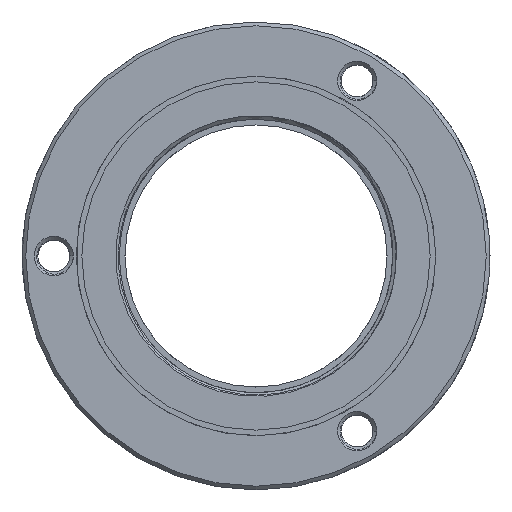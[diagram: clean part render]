
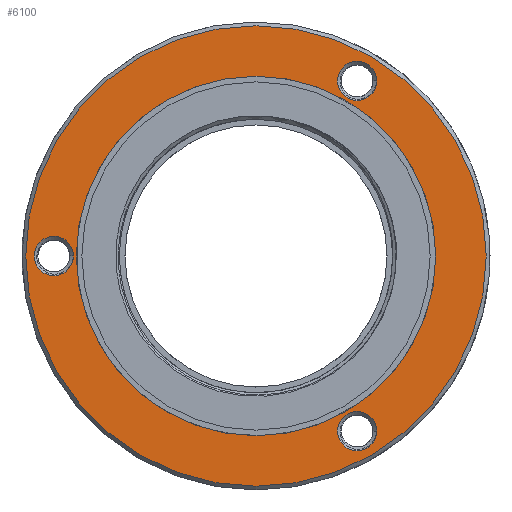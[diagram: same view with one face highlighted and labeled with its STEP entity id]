
A CAD part, left-side view. The second image highlights one B-rep face of the part: STEP entity #6100.
In plain terms, the highlighted planar face has unit normal (-1, 0, 0).
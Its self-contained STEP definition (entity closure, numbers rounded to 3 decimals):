
#171 = ORIENTED_EDGE ( 'NONE', *, *, #20692, .T. ) ;
#312 = CIRCLE ( 'NONE', #15245, 1.05 ) ;
#952 = CARTESIAN_POINT ( 'NONE',  ( 8., 12.5, 0. ) ) ;
#999 = EDGE_CURVE ( 'NONE', #6146, #6146, #2271, .T. ) ;
#1052 = CARTESIAN_POINT ( 'NONE',  ( 8., -5.4, -9.353 ) ) ;
#1187 = PLANE ( 'NONE',  #9349 ) ;
#2271 = CIRCLE ( 'NONE', #8960, 9.6 ) ;
#2447 = VERTEX_POINT ( 'NONE', #15717 ) ;
#2684 = CARTESIAN_POINT ( 'NONE',  ( 8., 0., 9.6 ) ) ;
#2786 = FACE_OUTER_BOUND ( 'NONE', #4249, .T. ) ;
#3574 = DIRECTION ( 'NONE',  ( 0., 0., -1. ) ) ;
#4052 = CARTESIAN_POINT ( 'NONE',  ( 8., -5.4, -10.403 ) ) ;
#4249 = EDGE_LOOP ( 'NONE', ( #4500 ) ) ;
#4500 = ORIENTED_EDGE ( 'NONE', *, *, #5330, .T. ) ;
#4624 = DIRECTION ( 'NONE',  ( 0., 0., -1. ) ) ;
#5017 = EDGE_LOOP ( 'NONE', ( #20236 ) ) ;
#5102 = FACE_BOUND ( 'NONE', #11900, .T. ) ;
#5330 = EDGE_CURVE ( 'NONE', #11674, #11674, #10122, .T. ) ;
#5853 = CIRCLE ( 'NONE', #21184, 1.05 ) ;
#6027 = CARTESIAN_POINT ( 'NONE',  ( 8., 0., -12.3 ) ) ;
#6100 = ADVANCED_FACE ( 'NONE', ( #2786, #5102, #17921, #10763, #12130 ), #1187, .F. ) ;
#6146 = VERTEX_POINT ( 'NONE', #2684 ) ;
#7875 = CARTESIAN_POINT ( 'NONE',  ( 8., 0., 0. ) ) ;
#8224 = VERTEX_POINT ( 'NONE', #4052 ) ;
#8547 = DIRECTION ( 'NONE',  ( 1., 0., 0. ) ) ;
#8840 = CARTESIAN_POINT ( 'NONE',  ( 8., 10.8, 0. ) ) ;
#8952 = DIRECTION ( 'NONE',  ( 1., 0., 0. ) ) ;
#8960 = AXIS2_PLACEMENT_3D ( 'NONE', #18005, #16372, #19604 ) ;
#9349 = AXIS2_PLACEMENT_3D ( 'NONE', #952, #14320, #4624 ) ;
#9816 = VERTEX_POINT ( 'NONE', #11919 ) ;
#10122 = CIRCLE ( 'NONE', #22268, 12.3 ) ;
#10249 = ORIENTED_EDGE ( 'NONE', *, *, #20908, .T. ) ;
#10763 = FACE_BOUND ( 'NONE', #13463, .T. ) ;
#10951 = CIRCLE ( 'NONE', #21553, 1.05 ) ;
#11674 = VERTEX_POINT ( 'NONE', #6027 ) ;
#11900 = EDGE_LOOP ( 'NONE', ( #171 ) ) ;
#11919 = CARTESIAN_POINT ( 'NONE',  ( 8., -5.4, 8.303 ) ) ;
#12130 = FACE_BOUND ( 'NONE', #5017, .T. ) ;
#13049 = DIRECTION ( 'NONE',  ( 1., 0., 0. ) ) ;
#13463 = EDGE_LOOP ( 'NONE', ( #23398 ) ) ;
#14320 = DIRECTION ( 'NONE',  ( 1., 0., 0. ) ) ;
#15245 = AXIS2_PLACEMENT_3D ( 'NONE', #8840, #8952, #16458 ) ;
#15717 = CARTESIAN_POINT ( 'NONE',  ( 8., 10.8, -1.05 ) ) ;
#16372 = DIRECTION ( 'NONE',  ( -1., 0., 0. ) ) ;
#16458 = DIRECTION ( 'NONE',  ( 0., 0., -1. ) ) ;
#17921 = FACE_BOUND ( 'NONE', #18900, .T. ) ;
#18005 = CARTESIAN_POINT ( 'NONE',  ( 8., 0., 0. ) ) ;
#18900 = EDGE_LOOP ( 'NONE', ( #10249 ) ) ;
#19308 = DIRECTION ( 'NONE',  ( 0., 0., -1. ) ) ;
#19604 = DIRECTION ( 'NONE',  ( 0., 0., 1. ) ) ;
#20186 = EDGE_CURVE ( 'NONE', #2447, #2447, #312, .T. ) ;
#20236 = ORIENTED_EDGE ( 'NONE', *, *, #999, .F. ) ;
#20563 = CARTESIAN_POINT ( 'NONE',  ( 8., -5.4, 9.353 ) ) ;
#20692 = EDGE_CURVE ( 'NONE', #8224, #8224, #10951, .T. ) ;
#20908 = EDGE_CURVE ( 'NONE', #9816, #9816, #5853, .T. ) ;
#21184 = AXIS2_PLACEMENT_3D ( 'NONE', #20563, #13049, #3574 ) ;
#21553 = AXIS2_PLACEMENT_3D ( 'NONE', #1052, #8547, #21706 ) ;
#21706 = DIRECTION ( 'NONE',  ( 0., 0., -1. ) ) ;
#22268 = AXIS2_PLACEMENT_3D ( 'NONE', #7875, #22847, #19308 ) ;
#22847 = DIRECTION ( 'NONE',  ( -1., 0., 0. ) ) ;
#23398 = ORIENTED_EDGE ( 'NONE', *, *, #20186, .T. ) ;
